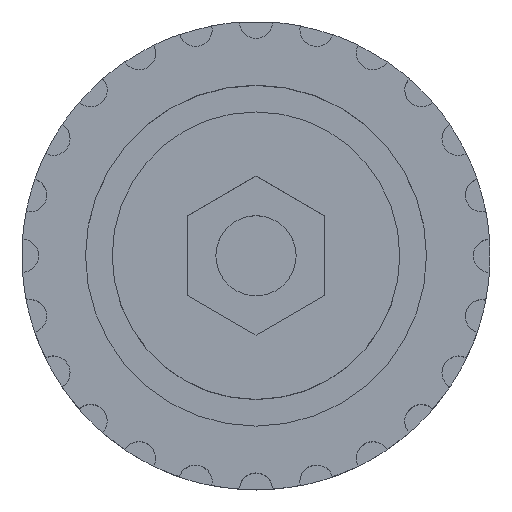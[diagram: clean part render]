
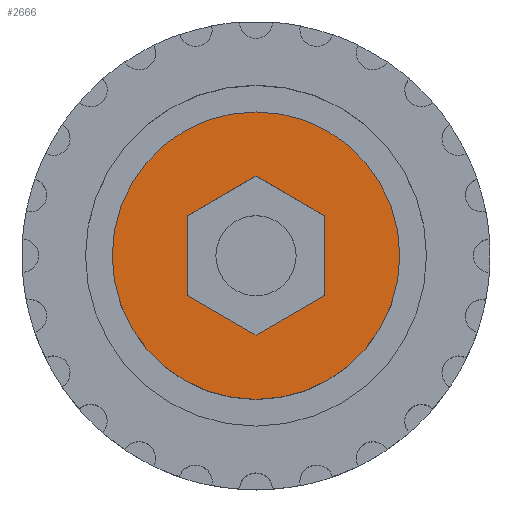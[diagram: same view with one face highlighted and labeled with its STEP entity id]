
A CAD part, top view. The second image highlights one B-rep face of the part: STEP entity #2666.
In plain terms, the highlighted planar face has unit normal (0, 0, 1).
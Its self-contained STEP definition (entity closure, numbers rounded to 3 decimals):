
#32=CARTESIAN_POINT('',(1074.117,-495.173,7.815));
#33=VERTEX_POINT('',#32);
#34=CARTESIAN_POINT('',(1079.267,-498.146,7.815));
#35=VERTEX_POINT('',#34);
#36=CARTESIAN_POINT('',(1074.117,-495.173,7.815));
#37=DIRECTION('',(0.866,-0.5,0.));
#38=VECTOR('',#37,5.947);
#39=LINE('',#36,#38);
#40=EDGE_CURVE('',#33,#35,#39,.T.);
#72=CARTESIAN_POINT('',(1068.967,-498.146,7.815));
#73=VERTEX_POINT('',#72);
#74=CARTESIAN_POINT('',(1068.967,-498.146,7.815));
#75=DIRECTION('',(0.866,0.5,-0.));
#76=VECTOR('',#75,5.947);
#77=LINE('',#74,#76);
#78=EDGE_CURVE('',#73,#33,#77,.T.);
#103=CARTESIAN_POINT('',(1068.967,-504.093,7.815));
#104=VERTEX_POINT('',#103);
#105=CARTESIAN_POINT('',(1068.967,-504.093,7.815));
#106=DIRECTION('',(-0.,1.,-0.));
#107=VECTOR('',#106,5.947);
#108=LINE('',#105,#107);
#109=EDGE_CURVE('',#104,#73,#108,.T.);
#134=CARTESIAN_POINT('',(1074.117,-507.066,7.815));
#135=VERTEX_POINT('',#134);
#136=CARTESIAN_POINT('',(1074.117,-507.066,7.815));
#137=DIRECTION('',(-0.866,0.5,-0.));
#138=VECTOR('',#137,5.947);
#139=LINE('',#136,#138);
#140=EDGE_CURVE('',#135,#104,#139,.T.);
#165=CARTESIAN_POINT('',(1079.267,-504.093,7.815));
#166=VERTEX_POINT('',#165);
#167=CARTESIAN_POINT('',(1079.267,-504.093,7.815));
#168=DIRECTION('',(-0.866,-0.5,0.));
#169=VECTOR('',#168,5.947);
#170=LINE('',#167,#169);
#171=EDGE_CURVE('',#166,#135,#170,.T.);
#196=CARTESIAN_POINT('',(1079.267,-498.146,7.815));
#197=DIRECTION('',(0.,-1.,0.));
#198=VECTOR('',#197,5.947);
#199=LINE('',#196,#198);
#200=EDGE_CURVE('',#35,#166,#199,.T.);
#254=CARTESIAN_POINT('',(1063.367,-501.12,7.815));
#255=VERTEX_POINT('',#254);
#262=CARTESIAN_POINT('',(1074.117,-490.37,7.815));
#263=VERTEX_POINT('',#262);
#264=CARTESIAN_POINT('',(1074.117,-501.12,7.815));
#265=DIRECTION('',(-0.,0.,1.));
#266=DIRECTION('',(-0.,1.,-0.));
#267=AXIS2_PLACEMENT_3D('',#264,#265,#266);
#268=CIRCLE('',#267,10.75);
#269=EDGE_CURVE('',#263,#255,#268,.T.);
#271=CARTESIAN_POINT('',(1074.117,-501.12,7.815));
#272=DIRECTION('',(-0.,0.,1.));
#273=DIRECTION('',(-0.,1.,-0.));
#274=AXIS2_PLACEMENT_3D('',#271,#272,#273);
#275=CIRCLE('',#274,10.75);
#276=EDGE_CURVE('',#255,#263,#275,.T.);
#2649=CARTESIAN_POINT('',(1074.117,-501.12,7.815));
#2650=DIRECTION('',(0.,0.,1.));
#2651=DIRECTION('',(1.,0.,0.));
#2652=AXIS2_PLACEMENT_3D('',#2649,#2650,#2651);
#2653=PLANE('',#2652);
#2654=ORIENTED_EDGE('',*,*,#269,.T.);
#2655=ORIENTED_EDGE('',*,*,#276,.T.);
#2656=EDGE_LOOP('',(#2654,#2655));
#2657=FACE_BOUND('',#2656,.T.);
#2658=ORIENTED_EDGE('',*,*,#40,.T.);
#2659=ORIENTED_EDGE('',*,*,#200,.T.);
#2660=ORIENTED_EDGE('',*,*,#171,.T.);
#2661=ORIENTED_EDGE('',*,*,#140,.T.);
#2662=ORIENTED_EDGE('',*,*,#109,.T.);
#2663=ORIENTED_EDGE('',*,*,#78,.T.);
#2664=EDGE_LOOP('',(#2658,#2659,#2660,#2661,#2662,#2663));
#2665=FACE_BOUND('',#2664,.T.);
#2666=ADVANCED_FACE('',(#2657,#2665),#2653,.T.);
